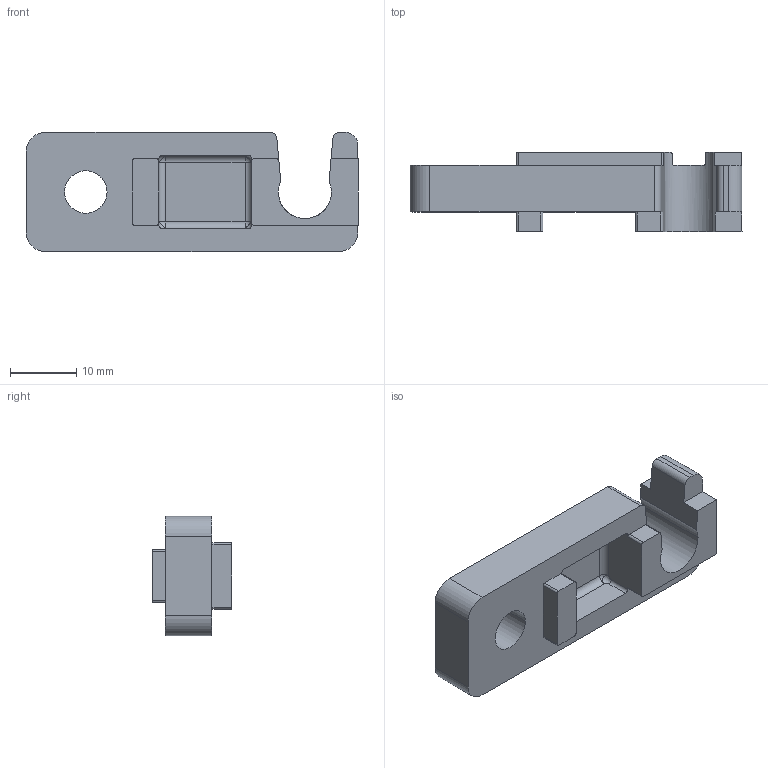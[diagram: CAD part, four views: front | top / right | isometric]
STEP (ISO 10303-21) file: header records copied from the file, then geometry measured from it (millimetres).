
FILE_DESCRIPTION(('STEP AP214'),'1');
FILE_NAME('cctmp_77921789-D78D-48E2-82B5-9AF56699AD82_2020_1_13_17_21_18_825..stp','2020-01-13T16:21:19',('Bosch Rexroth AG'),('CADClick - www.CADClick.com'),'Spatial InterOp 3D',' ','unknown authorization - (Healing Option Enabled)');
FILE_SCHEMA(('AUTOMOTIVE_DESIGN'));
Length unit declared in the file: millimetre
Products named in the file (1): 2020_01_13__17-21-18-825
Bounding box: 50 x 12 x 18 mm (x, y, z)
Volume: 5432.4 mm3; surface area: 3419.2 mm2
Topology: 1 solids, 1 shells, 74 faces, 208 edges, 132 vertices
Faces by surface type: cylinder 33, plane 33, bspline 4, sphere 4
Entity records: 11703 total; most frequent: CARTESIAN_POINT 9194, ORIENTED_EDGE 408, DIRECTION 386, EDGE_CURVE 204, VERTEX_POINT 132, AXIS2_PLACEMENT_3D 131, LINE 124, VECTOR 124
